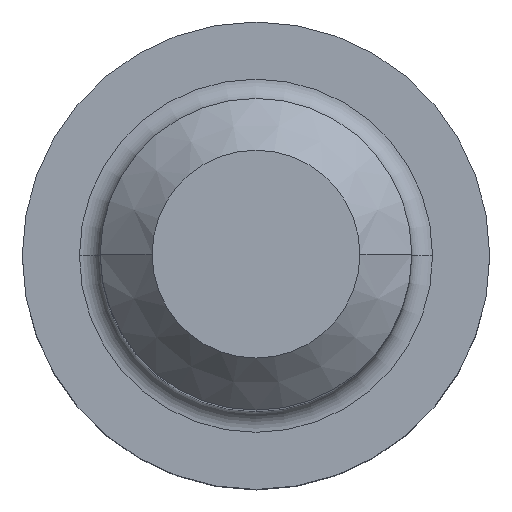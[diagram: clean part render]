
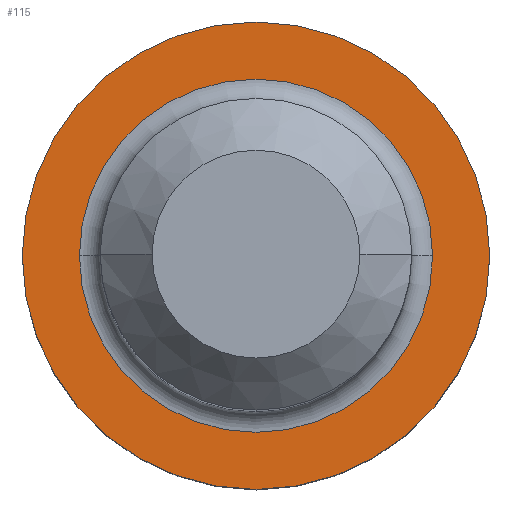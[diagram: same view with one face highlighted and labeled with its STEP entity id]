
A CAD part, top view. The second image highlights one B-rep face of the part: STEP entity #115.
In plain terms, the highlighted planar face has unit normal (0, 0, 1).
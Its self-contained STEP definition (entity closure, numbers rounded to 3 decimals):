
#115=ADVANCED_FACE('',(#145,#146),#135,.T.);
#135=PLANE('',#364);
#145=FACE_BOUND('',#149,.T.);
#146=FACE_BOUND('',#150,.T.);
#149=EDGE_LOOP('',(#171,#172));
#150=EDGE_LOOP('',(#173,#174));
#171=ORIENTED_EDGE('',*,*,#281,.F.);
#172=ORIENTED_EDGE('',*,*,#282,.T.);
#173=ORIENTED_EDGE('',*,*,#283,.F.);
#174=ORIENTED_EDGE('',*,*,#284,.F.);
#255=VERTEX_POINT('',#505);
#256=VERTEX_POINT('',#506);
#257=VERTEX_POINT('',#509);
#258=VERTEX_POINT('',#510);
#281=EDGE_CURVE('',#255,#256,#323,.T.);
#282=EDGE_CURVE('',#255,#256,#324,.T.);
#283=EDGE_CURVE('',#257,#258,#325,.T.);
#284=EDGE_CURVE('',#258,#257,#326,.T.);
#323=CIRCLE('',#360,9.);
#324=CIRCLE('',#361,9.);
#325=CIRCLE('',#362,6.8);
#326=CIRCLE('',#363,6.8);
#360=AXIS2_PLACEMENT_3D('',#504,#402,#403);
#361=AXIS2_PLACEMENT_3D('',#507,#404,#405);
#362=AXIS2_PLACEMENT_3D('',#508,#406,#407);
#363=AXIS2_PLACEMENT_3D('',#511,#408,#409);
#364=AXIS2_PLACEMENT_3D('',#512,#410,#411);
#402=DIRECTION('',(0.,0.,-1.));
#403=DIRECTION('',(-1.,0.,0.));
#404=DIRECTION('',(0.,0.,1.));
#405=DIRECTION('',(-1.,0.,0.));
#406=DIRECTION('',(0.,0.,1.));
#407=DIRECTION('',(-1.,0.,0.));
#408=DIRECTION('',(0.,0.,1.));
#409=DIRECTION('',(1.,0.,0.));
#410=DIRECTION('',(0.,0.,1.));
#411=DIRECTION('',(-1.,0.,0.));
#504=CARTESIAN_POINT('',(0.,0.,12.));
#505=CARTESIAN_POINT('',(-9.,0.,12.));
#506=CARTESIAN_POINT('',(9.,0.,12.));
#507=CARTESIAN_POINT('',(0.,0.,12.));
#508=CARTESIAN_POINT('',(0.,0.,12.));
#509=CARTESIAN_POINT('',(-6.8,0.,12.));
#510=CARTESIAN_POINT('',(6.8,0.,12.));
#511=CARTESIAN_POINT('',(0.,0.,12.));
#512=CARTESIAN_POINT('',(0.,0.,12.));
